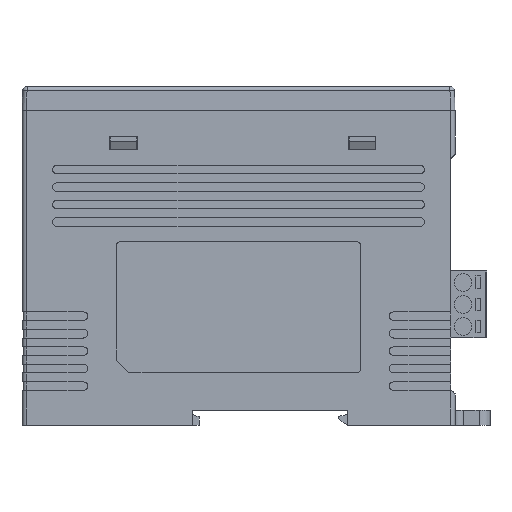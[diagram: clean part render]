
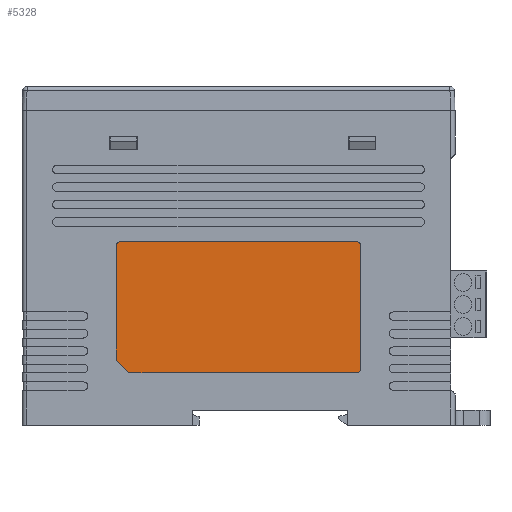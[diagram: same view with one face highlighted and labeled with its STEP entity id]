
A CAD part, left-side view. The second image highlights one B-rep face of the part: STEP entity #5328.
In plain terms, the highlighted planar face has unit normal (-1, 0, 0).
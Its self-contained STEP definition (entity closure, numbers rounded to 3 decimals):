
#281 = DIRECTION ( 'NONE',  ( 0., 0.707, 0.707 ) ) ;
#381 = CARTESIAN_POINT ( 'NONE',  ( -15.85, 27., -30. ) ) ;
#415 = EDGE_CURVE ( 'NONE', #8991, #18936, #11443, .T. ) ;
#958 = DIRECTION ( 'NONE',  ( -1., 0., 0. ) ) ;
#1275 = CARTESIAN_POINT ( 'NONE',  ( -15.85, 28., -56.586 ) ) ;
#1753 = ORIENTED_EDGE ( 'NONE', *, *, #26336, .T. ) ;
#2714 = EDGE_CURVE ( 'NONE', #24091, #6081, #25902, .T. ) ;
#3209 = DIRECTION ( 'NONE',  ( 0., 1., 0. ) ) ;
#3221 = VECTOR ( 'NONE', #3209, 1000. ) ;
#3352 = LINE ( 'NONE', #11004, #35055 ) ;
#3772 = DIRECTION ( 'NONE',  ( -1., 0., 0. ) ) ;
#4952 = DIRECTION ( 'NONE',  ( -1., 0., 0. ) ) ;
#5328 = ADVANCED_FACE ( 'NONE', ( #7870 ), #12009, .T. ) ;
#6081 = VERTEX_POINT ( 'NONE', #381 ) ;
#6252 = DIRECTION ( 'NONE',  ( 0., 1., 0. ) ) ;
#6767 = CARTESIAN_POINT ( 'NONE',  ( -15.85, -27., -60. ) ) ;
#6979 = AXIS2_PLACEMENT_3D ( 'NONE', #20486, #3772, #23347 ) ;
#7681 = LINE ( 'NONE', #22776, #3221 ) ;
#7744 = EDGE_CURVE ( 'NONE', #30106, #19334, #35805, .T. ) ;
#7826 = DIRECTION ( 'NONE',  ( 0., 0., -1. ) ) ;
#7870 = FACE_OUTER_BOUND ( 'NONE', #33559, .T. ) ;
#7933 = CARTESIAN_POINT ( 'NONE',  ( -15.85, -28., -31. ) ) ;
#8402 = ORIENTED_EDGE ( 'NONE', *, *, #35375, .T. ) ;
#8666 = DIRECTION ( 'NONE',  ( -1., 0., 0. ) ) ;
#8991 = VERTEX_POINT ( 'NONE', #32218 ) ;
#9147 = ORIENTED_EDGE ( 'NONE', *, *, #2714, .T. ) ;
#9276 = ORIENTED_EDGE ( 'NONE', *, *, #16802, .T. ) ;
#9415 = ORIENTED_EDGE ( 'NONE', *, *, #13880, .T. ) ;
#10850 = CARTESIAN_POINT ( 'NONE',  ( -15.85, -27., -30. ) ) ;
#11004 = CARTESIAN_POINT ( 'NONE',  ( -15.85, 28., -31. ) ) ;
#11443 = LINE ( 'NONE', #7933, #31547 ) ;
#11759 = CARTESIAN_POINT ( 'NONE',  ( -15.85, 25.293, -59.707 ) ) ;
#11805 = EDGE_CURVE ( 'NONE', #22083, #30106, #3352, .T. ) ;
#11964 = EDGE_CURVE ( 'NONE', #19104, #30250, #7681, .T. ) ;
#12009 = PLANE ( 'NONE',  #35092 ) ;
#12354 = AXIS2_PLACEMENT_3D ( 'NONE', #21739, #4952, #24557 ) ;
#12751 = DIRECTION ( 'NONE',  ( -1., 0., 0. ) ) ;
#12809 = ORIENTED_EDGE ( 'NONE', *, *, #16643, .F. ) ;
#13880 = EDGE_CURVE ( 'NONE', #6081, #22083, #29572, .T. ) ;
#15009 = CIRCLE ( 'NONE', #19599, 1. ) ;
#15556 = ORIENTED_EDGE ( 'NONE', *, *, #11805, .T. ) ;
#15607 = CARTESIAN_POINT ( 'NONE',  ( -15.85, 27., -56.586 ) ) ;
#16643 = EDGE_CURVE ( 'NONE', #23040, #19334, #26391, .T. ) ;
#16802 = EDGE_CURVE ( 'NONE', #19104, #18936, #30189, .T. ) ;
#17448 = CIRCLE ( 'NONE', #27377, 1. ) ;
#17625 = CARTESIAN_POINT ( 'NONE',  ( -15.85, -27., -59. ) ) ;
#18437 = DIRECTION ( 'NONE',  ( 0., 0., -1. ) ) ;
#18936 = VERTEX_POINT ( 'NONE', #25406 ) ;
#19104 = VERTEX_POINT ( 'NONE', #6767 ) ;
#19334 = VERTEX_POINT ( 'NONE', #24528 ) ;
#19599 = AXIS2_PLACEMENT_3D ( 'NONE', #25455, #8666, #28246 ) ;
#20173 = ORIENTED_EDGE ( 'NONE', *, *, #7744, .T. ) ;
#20451 = DIRECTION ( 'NONE',  ( 0., 0., -1. ) ) ;
#20486 = CARTESIAN_POINT ( 'NONE',  ( -15.85, -27., -59. ) ) ;
#21134 = CARTESIAN_POINT ( 'NONE',  ( -15.85, 28., -31. ) ) ;
#21407 = AXIS2_PLACEMENT_3D ( 'NONE', #15607, #35132, #18437 ) ;
#21422 = CARTESIAN_POINT ( 'NONE',  ( -15.85, 24.586, -60. ) ) ;
#21739 = CARTESIAN_POINT ( 'NONE',  ( -15.85, 27., -31. ) ) ;
#22083 = VERTEX_POINT ( 'NONE', #21134 ) ;
#22776 = CARTESIAN_POINT ( 'NONE',  ( -15.85, -27., -60. ) ) ;
#23040 = VERTEX_POINT ( 'NONE', #11759 ) ;
#23347 = DIRECTION ( 'NONE',  ( 0., 0., -1. ) ) ;
#24091 = VERTEX_POINT ( 'NONE', #10850 ) ;
#24528 = CARTESIAN_POINT ( 'NONE',  ( -15.85, 27.707, -57.293 ) ) ;
#24557 = DIRECTION ( 'NONE',  ( 0., 0., -1. ) ) ;
#25406 = CARTESIAN_POINT ( 'NONE',  ( -15.85, -28., -59. ) ) ;
#25455 = CARTESIAN_POINT ( 'NONE',  ( -15.85, 24.586, -59. ) ) ;
#25902 = LINE ( 'NONE', #31911, #30241 ) ;
#26336 = EDGE_CURVE ( 'NONE', #8991, #24091, #17448, .T. ) ;
#26391 = LINE ( 'NONE', #33669, #30779 ) ;
#27377 = AXIS2_PLACEMENT_3D ( 'NONE', #29503, #12751, #32287 ) ;
#27761 = DIRECTION ( 'NONE',  ( 0., 0., -1. ) ) ;
#27983 = ORIENTED_EDGE ( 'NONE', *, *, #11964, .F. ) ;
#28246 = DIRECTION ( 'NONE',  ( 0., 0., -1. ) ) ;
#29503 = CARTESIAN_POINT ( 'NONE',  ( -15.85, -27., -31. ) ) ;
#29572 = CIRCLE ( 'NONE', #12354, 1. ) ;
#30106 = VERTEX_POINT ( 'NONE', #1275 ) ;
#30189 = CIRCLE ( 'NONE', #6979, 1. ) ;
#30241 = VECTOR ( 'NONE', #6252, 1000. ) ;
#30250 = VERTEX_POINT ( 'NONE', #21422 ) ;
#30779 = VECTOR ( 'NONE', #281, 1000. ) ;
#31547 = VECTOR ( 'NONE', #7826, 1000. ) ;
#31639 = ORIENTED_EDGE ( 'NONE', *, *, #415, .F. ) ;
#31911 = CARTESIAN_POINT ( 'NONE',  ( -15.85, -27., -30. ) ) ;
#32218 = CARTESIAN_POINT ( 'NONE',  ( -15.85, -28., -31. ) ) ;
#32287 = DIRECTION ( 'NONE',  ( 0., 0., -1. ) ) ;
#33559 = EDGE_LOOP ( 'NONE', ( #9276, #31639, #1753, #9147, #9415, #15556, #20173, #12809, #8402, #27983 ) ) ;
#33669 = CARTESIAN_POINT ( 'NONE',  ( -15.85, 25.293, -59.707 ) ) ;
#35055 = VECTOR ( 'NONE', #27761, 1000. ) ;
#35092 = AXIS2_PLACEMENT_3D ( 'NONE', #17625, #958, #20451 ) ;
#35132 = DIRECTION ( 'NONE',  ( -1., 0., 0. ) ) ;
#35375 = EDGE_CURVE ( 'NONE', #23040, #30250, #15009, .T. ) ;
#35805 = CIRCLE ( 'NONE', #21407, 1. ) ;
